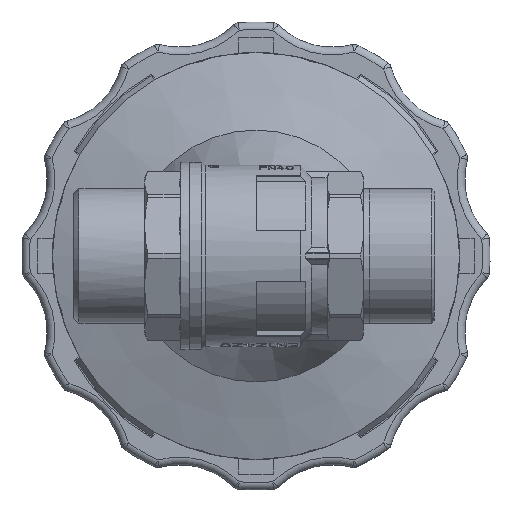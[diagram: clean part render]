
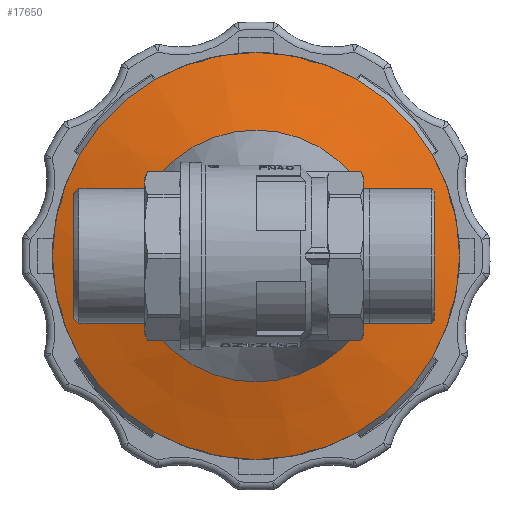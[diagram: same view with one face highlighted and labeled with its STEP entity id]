
A CAD part, left-side view. The second image highlights one B-rep face of the part: STEP entity #17650.
In plain terms, the highlighted conical face has half-angle 73.56 degrees and reference radius 32.375 mm.
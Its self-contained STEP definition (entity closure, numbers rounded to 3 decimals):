
#413=CONICAL_SURFACE('',#18998,32.375,1.284);
#6670=ORIENTED_EDGE('',*,*,#8923,.F.);
#6671=ORIENTED_EDGE('',*,*,#8922,.T.);
#8922=EDGE_CURVE('',#10354,#10354,#10974,.T.);
#8923=EDGE_CURVE('',#10355,#10355,#10975,.T.);
#10354=VERTEX_POINT('',#37613);
#10355=VERTEX_POINT('',#37616);
#10974=CIRCLE('',#18997,24.75);
#10975=CIRCLE('',#18999,40.);
#11977=EDGE_LOOP('',(#6670));
#11978=EDGE_LOOP('',(#6671));
#13004=FACE_BOUND('',#11977,.T.);
#13005=FACE_BOUND('',#11978,.T.);
#17650=ADVANCED_FACE('',(#13004,#13005),#413,.T.);
#18997=AXIS2_PLACEMENT_3D('',#37612,#21995,#21996);
#18998=AXIS2_PLACEMENT_3D('',#37614,#21997,#21998);
#18999=AXIS2_PLACEMENT_3D('',#37615,#21999,#22000);
#21995=DIRECTION('',(0.,1.,0.));
#21996=DIRECTION('',(1.,0.,0.));
#21997=DIRECTION('',(0.,1.,0.));
#21998=DIRECTION('',(1.,0.,0.));
#21999=DIRECTION('',(0.,1.,0.));
#22000=DIRECTION('',(-1.,0.,0.));
#37612=CARTESIAN_POINT('',(0.,38.,0.));
#37613=CARTESIAN_POINT('',(24.75,38.,0.));
#37614=CARTESIAN_POINT('',(0.,40.25,0.));
#37615=CARTESIAN_POINT('',(0.,42.5,0.));
#37616=CARTESIAN_POINT('',(-40.,42.5,0.));
